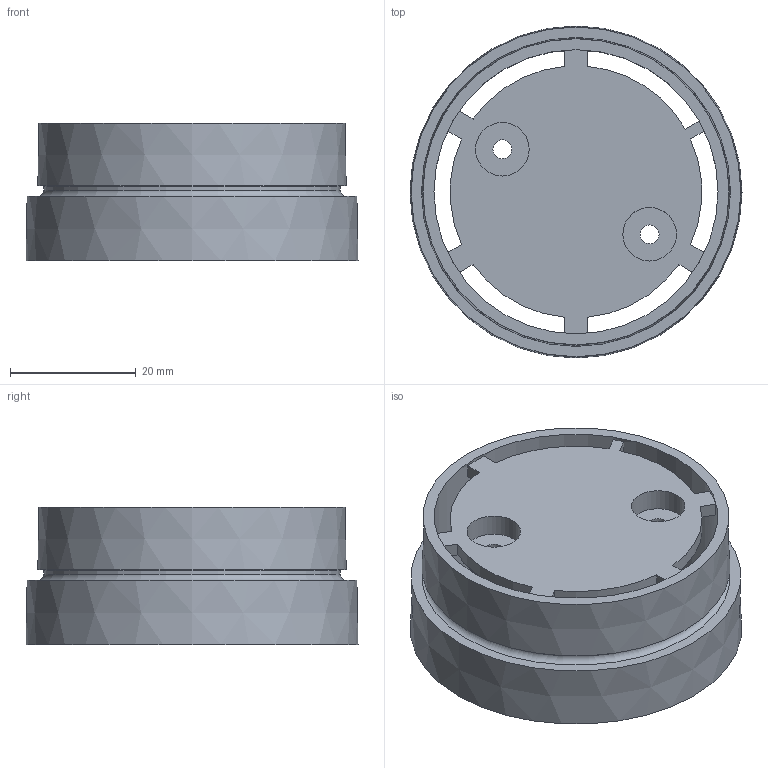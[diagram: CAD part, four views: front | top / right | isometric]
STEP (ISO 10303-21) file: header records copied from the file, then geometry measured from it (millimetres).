
FILE_DESCRIPTION(/* description */ ('Unknown'),/* implementation_level */ '2;1');
FILE_NAME(/* name */ 'TL122003.stp',/* time_stamp */ '2016-08-16T10:38:52-04:00',/* author */ ('CAD Station'),/* organization */ ('Unknown'),/* preprocessor_version */ 'ST-DEVELOPER v16.1',/* originating_system */ 'Autodesk Inventor 2016',/* authorisation */ ' ');
FILE_SCHEMA (('AUTOMOTIVE_DESIGN { 1 0 10303 214 3 1 1 }'));
Length unit declared in the file: millimetre
Products named in the file (1): TL122003
Bounding box: 52.7 x 52.7 x 21.8 mm (x, y, z)
Volume: 11429.7 mm3; surface area: 11463.5 mm2
Topology: 1 solids, 1 shells, 57 faces, 144 edges, 95 vertices
Faces by surface type: plane 29, cylinder 20, cone 5, torus 3
Full cylindrical faces by diameter (mm): 3 x2, 5.6 x1, 7.6 x1, 8.5 x2, 10.5 x2, 45.1 x1, 45.7 x1, 46.7 x1, 47.05 x1
Entity records: 1650 total; most frequent: DIRECTION 296, CARTESIAN_POINT 272, ORIENTED_EDGE 240, EDGE_CURVE 120, AXIS2_PLACEMENT_3D 120, EDGE_LOOP 98, VERTEX_POINT 90, CIRCLE 62
